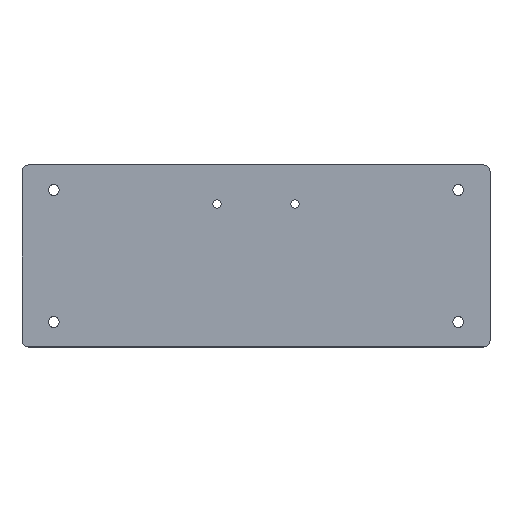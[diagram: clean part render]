
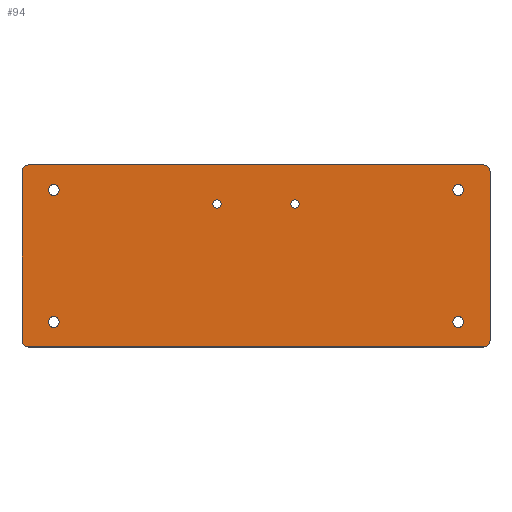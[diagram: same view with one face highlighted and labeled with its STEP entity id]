
A CAD part, top view. The second image highlights one B-rep face of the part: STEP entity #94.
In plain terms, the highlighted planar face has unit normal (0, 0, 1).
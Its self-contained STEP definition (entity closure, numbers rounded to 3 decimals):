
#44=FACE_BOUND('',#124,.T.);
#45=FACE_BOUND('',#125,.T.);
#46=FACE_BOUND('',#126,.T.);
#47=FACE_BOUND('',#127,.T.);
#48=FACE_BOUND('',#128,.T.);
#49=FACE_BOUND('',#129,.T.);
#50=FACE_BOUND('',#130,.T.);
#70=CIRCLE('',#327,3.2);
#71=CIRCLE('',#328,3.2);
#72=CIRCLE('',#329,4.2);
#73=CIRCLE('',#330,4.2);
#74=CIRCLE('',#331,4.2);
#75=CIRCLE('',#332,4.2);
#76=CIRCLE('',#333,5.);
#77=CIRCLE('',#334,5.);
#78=CIRCLE('',#335,5.);
#79=CIRCLE('',#336,5.);
#94=ADVANCED_FACE('',(#44,#45,#46,#47,#48,#49,#50),#110,.T.);
#110=PLANE('',#337);
#124=EDGE_LOOP('',(#170));
#125=EDGE_LOOP('',(#171));
#126=EDGE_LOOP('',(#172));
#127=EDGE_LOOP('',(#173));
#128=EDGE_LOOP('',(#174));
#129=EDGE_LOOP('',(#175));
#130=EDGE_LOOP('',(#176,#177,#178,#179,#180,#181,#182,#183));
#170=ORIENTED_EDGE('',*,*,#270,.F.);
#171=ORIENTED_EDGE('',*,*,#271,.F.);
#172=ORIENTED_EDGE('',*,*,#272,.F.);
#173=ORIENTED_EDGE('',*,*,#273,.F.);
#174=ORIENTED_EDGE('',*,*,#274,.F.);
#175=ORIENTED_EDGE('',*,*,#275,.F.);
#176=ORIENTED_EDGE('',*,*,#260,.T.);
#177=ORIENTED_EDGE('',*,*,#276,.T.);
#178=ORIENTED_EDGE('',*,*,#262,.T.);
#179=ORIENTED_EDGE('',*,*,#277,.T.);
#180=ORIENTED_EDGE('',*,*,#268,.T.);
#181=ORIENTED_EDGE('',*,*,#278,.T.);
#182=ORIENTED_EDGE('',*,*,#256,.T.);
#183=ORIENTED_EDGE('',*,*,#279,.T.);
#228=VERTEX_POINT('',#454);
#229=VERTEX_POINT('',#456);
#232=VERTEX_POINT('',#463);
#233=VERTEX_POINT('',#465);
#234=VERTEX_POINT('',#469);
#235=VERTEX_POINT('',#470);
#240=VERTEX_POINT('',#481);
#241=VERTEX_POINT('',#483);
#242=VERTEX_POINT('',#487);
#243=VERTEX_POINT('',#489);
#244=VERTEX_POINT('',#491);
#245=VERTEX_POINT('',#493);
#246=VERTEX_POINT('',#495);
#247=VERTEX_POINT('',#497);
#256=EDGE_CURVE('',#229,#228,#292,.T.);
#260=EDGE_CURVE('',#233,#232,#296,.T.);
#262=EDGE_CURVE('',#234,#235,#298,.T.);
#268=EDGE_CURVE('',#241,#240,#304,.T.);
#270=EDGE_CURVE('',#242,#242,#70,.T.);
#271=EDGE_CURVE('',#243,#243,#71,.T.);
#272=EDGE_CURVE('',#244,#244,#72,.T.);
#273=EDGE_CURVE('',#245,#245,#73,.T.);
#274=EDGE_CURVE('',#246,#246,#74,.T.);
#275=EDGE_CURVE('',#247,#247,#75,.T.);
#276=EDGE_CURVE('',#232,#234,#76,.T.);
#277=EDGE_CURVE('',#235,#241,#77,.T.);
#278=EDGE_CURVE('',#240,#229,#78,.T.);
#279=EDGE_CURVE('',#228,#233,#79,.T.);
#292=LINE('',#455,#308);
#296=LINE('',#464,#312);
#298=LINE('',#468,#314);
#304=LINE('',#482,#320);
#308=VECTOR('',#363,1.);
#312=VECTOR('',#369,1.);
#314=VECTOR('',#373,1.);
#320=VECTOR('',#381,1.);
#327=AXIS2_PLACEMENT_3D('',#486,#385,#386);
#328=AXIS2_PLACEMENT_3D('',#488,#387,#388);
#329=AXIS2_PLACEMENT_3D('',#490,#389,#390);
#330=AXIS2_PLACEMENT_3D('',#492,#391,#392);
#331=AXIS2_PLACEMENT_3D('',#494,#393,#394);
#332=AXIS2_PLACEMENT_3D('',#496,#395,#396);
#333=AXIS2_PLACEMENT_3D('',#498,#397,#398);
#334=AXIS2_PLACEMENT_3D('',#499,#399,#400);
#335=AXIS2_PLACEMENT_3D('',#500,#401,#402);
#336=AXIS2_PLACEMENT_3D('',#501,#403,#404);
#337=AXIS2_PLACEMENT_3D('',#502,#405,#406);
#363=DIRECTION('',(1.,0.,0.));
#369=DIRECTION('',(0.,1.,0.));
#373=DIRECTION('',(-1.,0.,0.));
#381=DIRECTION('',(0.,-1.,0.));
#385=DIRECTION('',(0.,0.,1.));
#386=DIRECTION('',(1.,0.,0.));
#387=DIRECTION('',(0.,0.,1.));
#388=DIRECTION('',(1.,0.,0.));
#389=DIRECTION('',(0.,0.,1.));
#390=DIRECTION('',(1.,0.,0.));
#391=DIRECTION('',(0.,0.,1.));
#392=DIRECTION('',(1.,0.,0.));
#393=DIRECTION('',(0.,0.,1.));
#394=DIRECTION('',(1.,0.,0.));
#395=DIRECTION('',(0.,0.,1.));
#396=DIRECTION('',(1.,0.,0.));
#397=DIRECTION('',(0.,0.,1.));
#398=DIRECTION('',(1.,0.,0.));
#399=DIRECTION('',(0.,0.,1.));
#400=DIRECTION('',(1.,0.,0.));
#401=DIRECTION('',(0.,0.,1.));
#402=DIRECTION('',(1.,0.,0.));
#403=DIRECTION('',(0.,0.,1.));
#404=DIRECTION('',(1.,0.,0.));
#405=DIRECTION('',(0.,0.,1.));
#406=DIRECTION('',(1.,0.,0.));
#454=CARTESIAN_POINT('',(175.,-70.,2.));
#455=CARTESIAN_POINT('',(-180.,-70.,2.));
#456=CARTESIAN_POINT('',(-175.,-70.,2.));
#463=CARTESIAN_POINT('',(180.,65.,2.));
#464=CARTESIAN_POINT('',(180.,-70.,2.));
#465=CARTESIAN_POINT('',(180.,-65.,2.));
#468=CARTESIAN_POINT('',(180.,70.,2.));
#469=CARTESIAN_POINT('',(175.,70.,2.));
#470=CARTESIAN_POINT('',(-175.,70.,2.));
#481=CARTESIAN_POINT('',(-180.,-65.,2.));
#482=CARTESIAN_POINT('',(-180.,70.,2.));
#483=CARTESIAN_POINT('',(-180.,65.,2.));
#486=CARTESIAN_POINT('',(30.,40.,2.));
#487=CARTESIAN_POINT('',(33.2,40.,2.));
#488=CARTESIAN_POINT('',(-30.,40.,2.));
#489=CARTESIAN_POINT('',(-26.8,40.,2.));
#490=CARTESIAN_POINT('',(155.575,50.8,2.));
#491=CARTESIAN_POINT('',(159.775,50.8,2.));
#492=CARTESIAN_POINT('',(-155.575,50.8,2.));
#493=CARTESIAN_POINT('',(-151.375,50.8,2.));
#494=CARTESIAN_POINT('',(155.575,-50.8,2.));
#495=CARTESIAN_POINT('',(159.775,-50.8,2.));
#496=CARTESIAN_POINT('',(-155.575,-50.8,2.));
#497=CARTESIAN_POINT('',(-151.375,-50.8,2.));
#498=CARTESIAN_POINT('',(175.,65.,2.));
#499=CARTESIAN_POINT('',(-175.,65.,2.));
#500=CARTESIAN_POINT('',(-175.,-65.,2.));
#501=CARTESIAN_POINT('',(175.,-65.,2.));
#502=CARTESIAN_POINT('',(0.,0.,2.));
